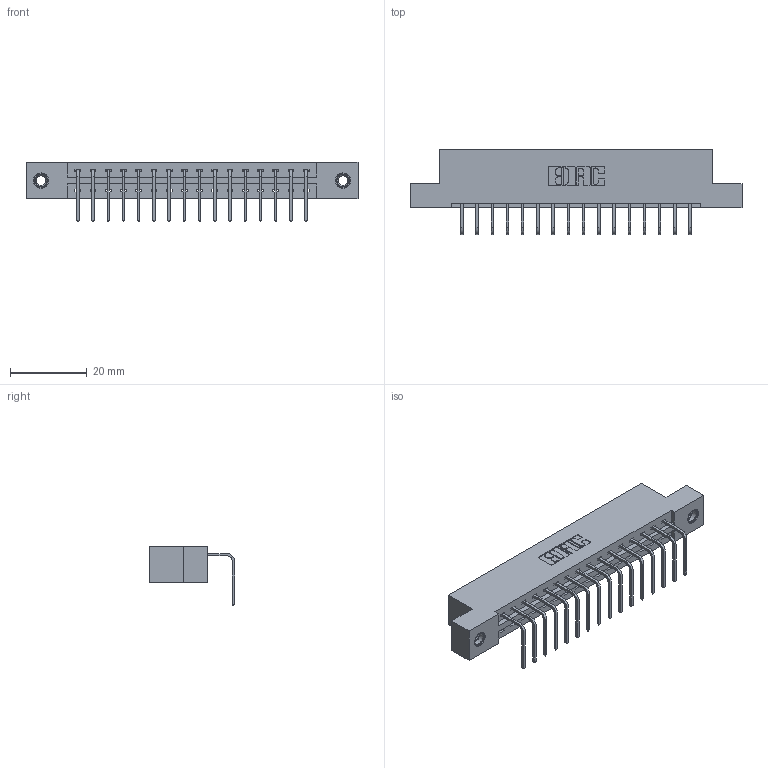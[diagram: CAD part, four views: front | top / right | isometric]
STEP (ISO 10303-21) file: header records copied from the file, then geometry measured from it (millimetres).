
FILE_DESCRIPTION (( 'STEP AP203' ), '1' );
FILE_NAME ('387-016-558-107.STEP', '2018-09-12T01:42:27', ( '' ), ( '' ), 'SwSTEP 2.0', 'SolidWorks 2016', '' );
FILE_SCHEMA (( 'CONFIG_CONTROL_DESIGN' ));
Length unit declared in the file: inch
Products named in the file (4): 387-016-558-107; 337 Part_Flush Mounting Lugs - 0.156 Dia-TI; 345-292-001_558 Tail - 2; 345-250-001_345-250-005-103
Assembly tree (19 placements, depth 2):
  387-016-558-107
    337 Part_Flush Mounting Lugs - 0.156 Dia-TI
    345-292-001_558 Tail - 2  x16
    345-250-001_345-250-005-103  x2
Bounding box: 86.41 x 22.17 x 15.37 mm (x, y, z)
Volume: 8695.4 mm3; surface area: 9209.6 mm2
Topology: 19 solids, 19 shells, 1198 faces, 3551 edges, 2338 vertices
Faces by surface type: plane 870, cylinder 312, cone 12, torus 4
Entity records: 16526 total; most frequent: CARTESIAN_POINT 2857, ORIENTED_EDGE 2802, DIRECTION 2491, EDGE_CURVE 1401, LINE 1253, VECTOR 1253, VERTEX_POINT 928, AXIS2_PLACEMENT_3D 619
